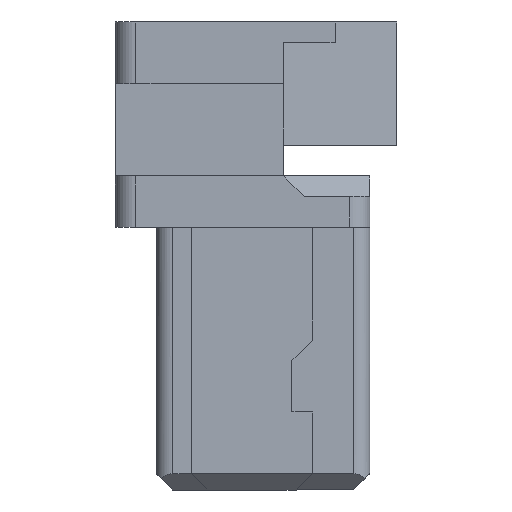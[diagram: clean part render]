
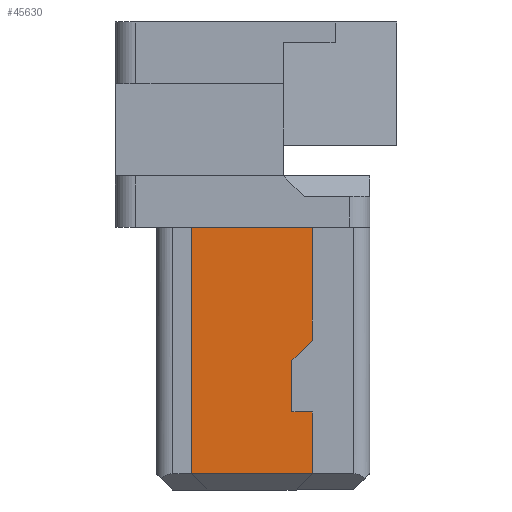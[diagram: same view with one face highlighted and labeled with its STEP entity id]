
A CAD part, left-side view. The second image highlights one B-rep face of the part: STEP entity #45630.
In plain terms, the highlighted face is planar.
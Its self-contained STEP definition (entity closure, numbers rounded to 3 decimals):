
#28950=CARTESIAN_POINT('',(29.897,67.416,12.625));
#28960=VERTEX_POINT('',#28950);
#28990=CARTESIAN_POINT('',(29.897,67.531,12.625));
#29000=DIRECTION('',(0.,-1.,0.));
#29010=VECTOR('',#29000,1.);
#29020=LINE('',#28990,#29010);
#29030=CARTESIAN_POINT('',(29.897,68.006,12.625));
#29040=VERTEX_POINT('',#29030);
#29050=EDGE_CURVE('',#29040,#28960,#29020,.T.);
#43960=CARTESIAN_POINT('',(28.822,68.006,12.625));
#43970=DIRECTION('',(1.,0.,0.));
#43980=VECTOR('',#43970,1.);
#43990=LINE('',#43960,#43980);
#44000=CARTESIAN_POINT('',(29.597,68.006,12.625));
#44010=VERTEX_POINT('',#44000);
#44020=EDGE_CURVE('',#44010,#29040,#43990,.T.);
#44220=CARTESIAN_POINT('',(29.597,56.396,12.625));
#44230=DIRECTION('',(0.,-1.,0.));
#44240=VECTOR('',#44230,1.);
#44250=LINE('',#44220,#44240);
#44260=CARTESIAN_POINT('',(29.597,67.906,12.625));
#44270=VERTEX_POINT('',#44260);
#44280=EDGE_CURVE('',#44010,#44270,#44250,.T.);
#44460=CARTESIAN_POINT('',(28.822,67.906,12.625));
#44470=DIRECTION('',(-1.,0.,0.));
#44480=VECTOR('',#44470,1.);
#44490=LINE('',#44460,#44480);
#44500=CARTESIAN_POINT('',(29.347,67.906,12.625));
#44510=VERTEX_POINT('',#44500);
#44520=EDGE_CURVE('',#44270,#44510,#44490,.T.);
#44700=CARTESIAN_POINT('',(28.822,68.431,12.625));
#44710=DIRECTION('',(-0.707,0.707,0.));
#44720=VECTOR('',#44710,1.);
#44730=LINE('',#44700,#44720);
#44740=CARTESIAN_POINT('',(29.247,68.006,12.625));
#44750=VERTEX_POINT('',#44740);
#44760=EDGE_CURVE('',#44510,#44750,#44730,.T.);
#44870=CARTESIAN_POINT('',(28.697,68.006,12.625));
#44880=VERTEX_POINT('',#44870);
#44890=EDGE_CURVE('',#44880,#44750,#43990,.T.);
#45360=CARTESIAN_POINT('',(29.977,67.646,12.625));
#45370=DIRECTION('',(0.,0.,1.));
#45380=DIRECTION('',(1.,0.,0.));
#45390=AXIS2_PLACEMENT_3D('',#45360,#45370,#45380);
#45400=PLANE('',#45390);
#45410=CARTESIAN_POINT('',(0.,67.416,12.625));
#45420=DIRECTION('',(1.,0.,0.));
#45430=VECTOR('',#45420,1.);
#45440=LINE('',#45410,#45430);
#45450=CARTESIAN_POINT('',(28.697,67.416,12.625));
#45460=VERTEX_POINT('',#45450);
#45470=EDGE_CURVE('',#45460,#28960,#45440,.T.);
#45480=ORIENTED_EDGE('',*,*,#45470,.T.);
#45490=CARTESIAN_POINT('',(28.697,0.,12.625));
#45500=DIRECTION('',(0.,1.,0.));
#45510=VECTOR('',#45500,1.);
#45520=LINE('',#45490,#45510);
#45530=EDGE_CURVE('',#45460,#44880,#45520,.T.);
#45540=ORIENTED_EDGE('',*,*,#45530,.F.);
#45550=ORIENTED_EDGE('',*,*,#44890,.F.);
#45560=ORIENTED_EDGE('',*,*,#44760,.T.);
#45570=ORIENTED_EDGE('',*,*,#44520,.T.);
#45580=ORIENTED_EDGE('',*,*,#44280,.T.);
#45590=ORIENTED_EDGE('',*,*,#44020,.F.);
#45600=ORIENTED_EDGE('',*,*,#29050,.F.);
#45610=EDGE_LOOP('',(#45600,#45590,#45580,#45570,#45560,#45550,#45540,
#45480));
#45620=FACE_OUTER_BOUND('',#45610,.T.);
#45630=ADVANCED_FACE('',(#45620),#45400,.T.);
